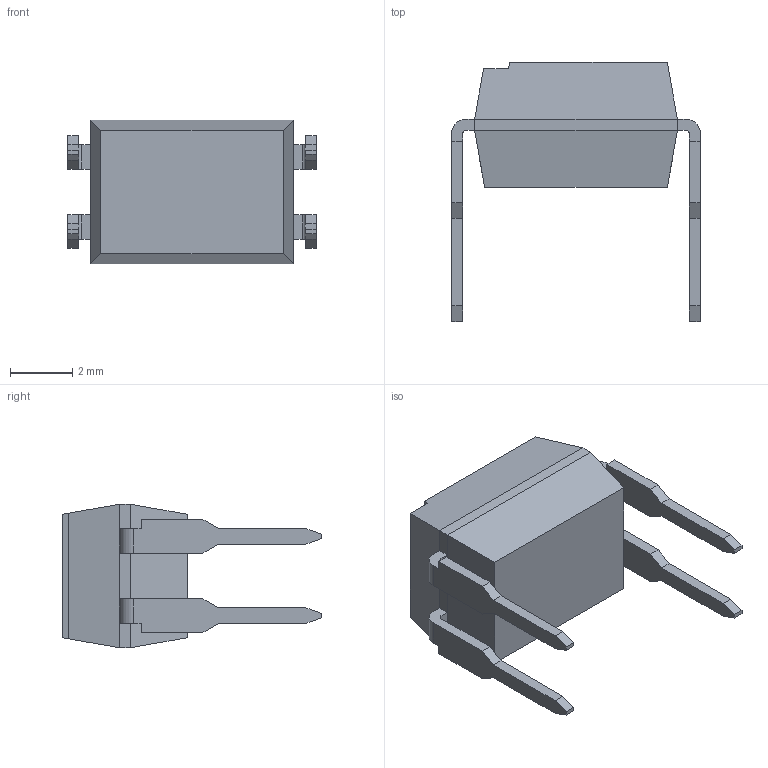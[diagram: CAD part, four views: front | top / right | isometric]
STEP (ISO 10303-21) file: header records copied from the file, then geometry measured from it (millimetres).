
FILE_DESCRIPTION (( 'STEP AP214' ), '1' );
FILE_NAME ('LTV816.STEP', '2022-11-01T18:36:45', ( '' ), ( '' ), 'SwSTEP 2.0', 'SolidWorks 2017', '' );
FILE_SCHEMA (( 'AUTOMOTIVE_DESIGN' ));
Length unit declared in the file: millimetre
Products named in the file (1): LTV816
Bounding box: 7.97 x 8.3 x 4.6 mm (x, y, z)
Volume: 113.2 mm3; surface area: 191.7 mm2
Topology: 6 solids, 6 shells, 95 faces, 238 edges, 156 vertices
Faces by surface type: plane 83, cylinder 12
Entity records: 2871 total; most frequent: CARTESIAN_POINT 490, ORIENTED_EDGE 476, DIRECTION 454, EDGE_CURVE 238, VECTOR 214, LINE 214, VERTEX_POINT 156, AXIS2_PLACEMENT_3D 120
